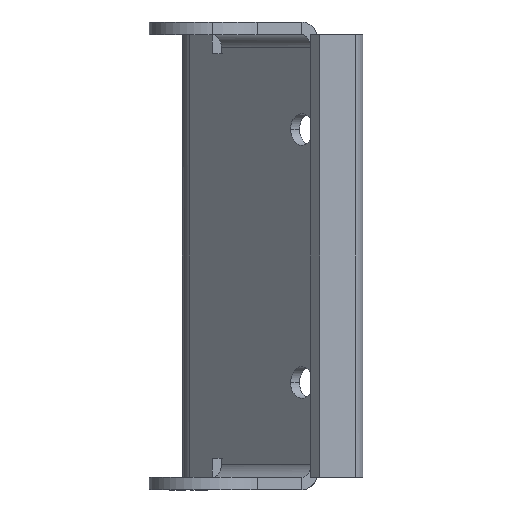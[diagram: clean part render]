
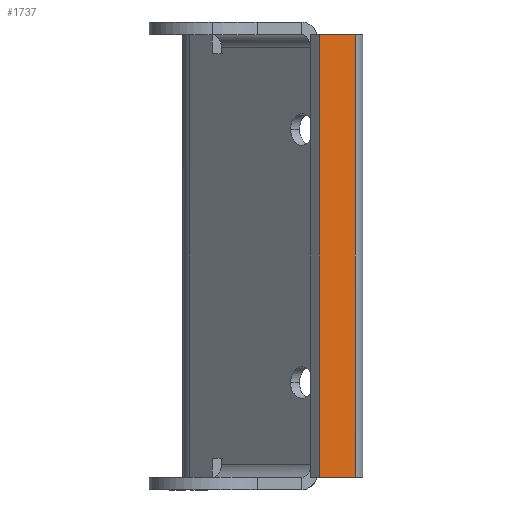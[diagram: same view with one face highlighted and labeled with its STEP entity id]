
A CAD part, left-side view. The second image highlights one B-rep face of the part: STEP entity #1737.
In plain terms, the highlighted free-form (B-spline) face has degree [1, 1] with [2, 2] control points.
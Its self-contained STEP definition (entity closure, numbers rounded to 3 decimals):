
#1649 = EDGE_CURVE('',#1650,#1652,#1654,.T.);
#1650 = VERTEX_POINT('',#1651);
#1651 = CARTESIAN_POINT('',(-64.9,-47.049,
    44.18));
#1652 = VERTEX_POINT('',#1653);
#1653 = CARTESIAN_POINT('',(-57.76,-54.189,
    44.18));
#1654 = B_SPLINE_CURVE_WITH_KNOTS('',1,(#1655,#1656),.UNSPECIFIED.,.F.,
  .F.,(2,2),(0.,8.),.PIECEWISE_BEZIER_KNOTS.);
#1655 = CARTESIAN_POINT('',(-64.9,-47.049,
    44.18));
#1656 = CARTESIAN_POINT('',(-57.76,-54.189,
    44.18));
#1686 = VERTEX_POINT('',#1687);
#1687 = CARTESIAN_POINT('',(-64.9,-47.049,
    -44.18));
#1694 = EDGE_CURVE('',#1650,#1686,#1695,.T.);
#1695 = B_SPLINE_CURVE_WITH_KNOTS('',1,(#1696,#1697),.UNSPECIFIED.,.F.,
  .F.,(2,2),(0.,70.),.PIECEWISE_BEZIER_KNOTS.);
#1696 = CARTESIAN_POINT('',(-64.9,-47.049,
    44.18));
#1697 = CARTESIAN_POINT('',(-64.9,-47.049,
    -44.18));
#1721 = VERTEX_POINT('',#1722);
#1722 = CARTESIAN_POINT('',(-57.76,-54.189,
    -44.18));
#1727 = EDGE_CURVE('',#1686,#1721,#1728,.T.);
#1728 = B_SPLINE_CURVE_WITH_KNOTS('',1,(#1729,#1730),.UNSPECIFIED.,.F.,
  .F.,(2,2),(0.,8.),.PIECEWISE_BEZIER_KNOTS.);
#1729 = CARTESIAN_POINT('',(-64.9,-47.049,
    -44.18));
#1730 = CARTESIAN_POINT('',(-57.76,-54.189,
    -44.18));
#1737 = ADVANCED_FACE('',(#1738),#1748,.F.);
#1738 = FACE_BOUND('',#1739,.T.);
#1739 = EDGE_LOOP('',(#1740,#1741,#1746,#1747));
#1740 = ORIENTED_EDGE('',*,*,#1727,.T.);
#1741 = ORIENTED_EDGE('',*,*,#1742,.F.);
#1742 = EDGE_CURVE('',#1652,#1721,#1743,.T.);
#1743 = B_SPLINE_CURVE_WITH_KNOTS('',1,(#1744,#1745),.UNSPECIFIED.,.F.,
  .F.,(2,2),(0.,70.),.PIECEWISE_BEZIER_KNOTS.);
#1744 = CARTESIAN_POINT('',(-57.76,-54.189,
    44.18));
#1745 = CARTESIAN_POINT('',(-57.76,-54.189,
    -44.18));
#1746 = ORIENTED_EDGE('',*,*,#1649,.F.);
#1747 = ORIENTED_EDGE('',*,*,#1694,.T.);
#1748 = B_SPLINE_SURFACE_WITH_KNOTS('',1,1,(
    (#1749,#1750)
    ,(#1751,#1752
    )),.UNSPECIFIED.,.F.,.F.,.F.,(2,2),(2,2),(-8.,0.),(-70.,0.),
  .PIECEWISE_BEZIER_KNOTS.);
#1749 = CARTESIAN_POINT('',(-57.76,-54.189,
    -44.18));
#1750 = CARTESIAN_POINT('',(-57.76,-54.189,
    44.18));
#1751 = CARTESIAN_POINT('',(-64.9,-47.049,
    -44.18));
#1752 = CARTESIAN_POINT('',(-64.9,-47.049,
    44.18));
